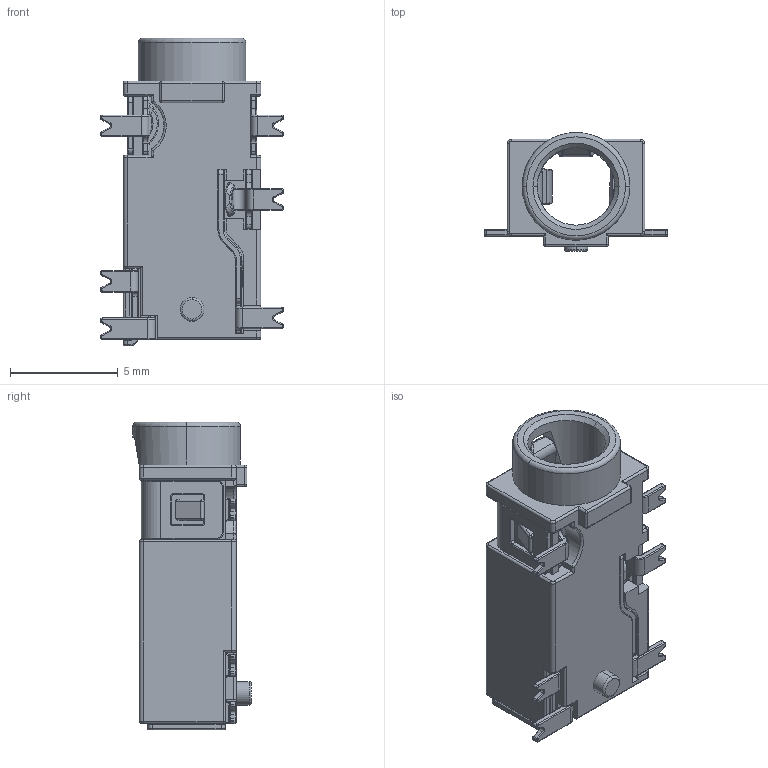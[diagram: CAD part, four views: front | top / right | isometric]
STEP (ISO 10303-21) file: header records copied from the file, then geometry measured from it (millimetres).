
FILE_DESCRIPTION (( 'STEP AP214' ), '1' );
FILE_NAME ('PJ311D_WOPos.STEP', '2022-10-29T16:19:23', ( 'Rotor' ), ( '' ), 'SwSTEP 2.0', 'SolidWorks 2012', '' );
FILE_SCHEMA (( 'AUTOMOTIVE_DESIGN' ));
Length unit declared in the file: millimetre
Products named in the file (8): 007^PJ311D_WOPos; 006^PJ311D_WOPos; 005^PJ311D_WOPos; 004^PJ311D_WOPos; 003^PJ311D_WOPos; 002^PJ311D_WOPos; 001^PJ311D_WOPos; PJ311D_WOPos
Assembly tree (7 placements, depth 2):
  PJ311D_WOPos
    001^PJ311D_WOPos
    002^PJ311D_WOPos
    003^PJ311D_WOPos
    004^PJ311D_WOPos
    005^PJ311D_WOPos
    006^PJ311D_WOPos
    007^PJ311D_WOPos
Bounding box: 8.5 x 5.5 x 14.3 mm (x, y, z)
Volume: 197.9 mm3; surface area: 869.2 mm2
Topology: 7 solids, 7 shells, 1203 faces, 2866 edges, 1657 vertices
Faces by surface type: cylinder 516, torus 319, plane 259, bspline 96, sphere 11, cone 2
Entity records: 36455 total; most frequent: CARTESIAN_POINT 8370, DIRECTION 6288, ORIENTED_EDGE 5706, EDGE_CURVE 2853, AXIS2_PLACEMENT_3D 2542, VERTEX_POINT 1657, CIRCLE 1425, EDGE_LOOP 1212
